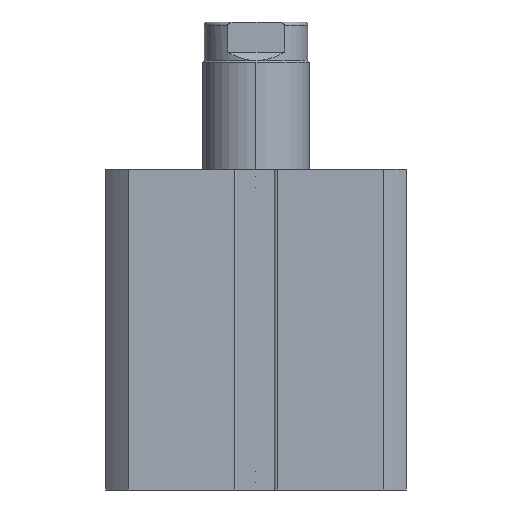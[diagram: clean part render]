
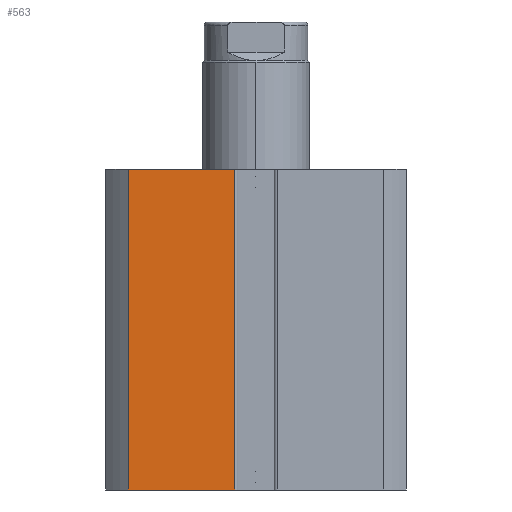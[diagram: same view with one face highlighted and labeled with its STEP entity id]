
A CAD part, front view. The second image highlights one B-rep face of the part: STEP entity #563.
In plain terms, the highlighted planar face has unit normal (0, -1, 0).
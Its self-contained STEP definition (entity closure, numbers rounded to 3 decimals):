
#563 = ADVANCED_FACE ( 'NONE', ( #1985 ), #5884, .F. ) ;
#1035 = EDGE_LOOP ( 'NONE', ( #1378, #1377, #1376, #1375 ) ) ;
#1375 = ORIENTED_EDGE ( 'NONE', *, *, #2949, .F. ) ;
#1376 = ORIENTED_EDGE ( 'NONE', *, *, #6564, .T. ) ;
#1377 = ORIENTED_EDGE ( 'NONE', *, *, #2995, .T. ) ;
#1378 = ORIENTED_EDGE ( 'NONE', *, *, #6543, .F. ) ;
#1985 = FACE_OUTER_BOUND ( 'NONE', #1035, .T. ) ;
#2471 = AXIS2_PLACEMENT_3D ( 'NONE', #6273, #6224, #6220 ) ;
#2949 = EDGE_CURVE ( 'NONE', #5770, #5769, #3387, .T. ) ;
#2995 = EDGE_CURVE ( 'NONE', #5792, #5914, #3448, .T. ) ;
#3367 = VECTOR ( 'NONE', #4177, 1000. ) ;
#3387 = LINE ( 'NONE', #4161, #3367 ) ;
#3448 = LINE ( 'NONE', #4308, #3449 ) ;
#3449 = VECTOR ( 'NONE', #4309, 1000. ) ;
#3814 = LINE ( 'NONE', #5267, #3817 ) ;
#3817 = VECTOR ( 'NONE', #5268, 1000. ) ;
#3855 = LINE ( 'NONE', #5316, #3856 ) ;
#3856 = VECTOR ( 'NONE', #5317, 1000. ) ;
#4161 = CARTESIAN_POINT ( 'NONE',  ( -22.5, -22.5, 48. ) ) ;
#4177 = DIRECTION ( 'NONE',  ( 1., 0., 0. ) ) ;
#4308 = CARTESIAN_POINT ( 'NONE',  ( -22.5, -22.5, 0. ) ) ;
#4309 = DIRECTION ( 'NONE',  ( 1., 0., 0. ) ) ;
#4670 = CARTESIAN_POINT ( 'NONE',  ( -3.2, -22.5, 48. ) ) ;
#4671 = CARTESIAN_POINT ( 'NONE',  ( -19.079, -22.5, 48. ) ) ;
#4680 = CARTESIAN_POINT ( 'NONE',  ( -19.079, -22.5, 0. ) ) ;
#4714 = CARTESIAN_POINT ( 'NONE',  ( -3.2, -22.5, 0. ) ) ;
#5267 = CARTESIAN_POINT ( 'NONE',  ( -19.079, -22.5, 0. ) ) ;
#5268 = DIRECTION ( 'NONE',  ( 0., 0., 1. ) ) ;
#5316 = CARTESIAN_POINT ( 'NONE',  ( -3.2, -22.5, 48. ) ) ;
#5317 = DIRECTION ( 'NONE',  ( 0., 0., 1. ) ) ;
#5769 = VERTEX_POINT ( 'NONE', #4670 ) ;
#5770 = VERTEX_POINT ( 'NONE', #4671 ) ;
#5792 = VERTEX_POINT ( 'NONE', #4680 ) ;
#5884 = PLANE ( 'NONE',  #2471 ) ;
#5914 = VERTEX_POINT ( 'NONE', #4714 ) ;
#6220 = DIRECTION ( 'NONE',  ( 0., 0., 1. ) ) ;
#6224 = DIRECTION ( 'NONE',  ( 0., 1., 0. ) ) ;
#6273 = CARTESIAN_POINT ( 'NONE',  ( -22.5, -22.5, 48. ) ) ;
#6543 = EDGE_CURVE ( 'NONE', #5792, #5770, #3814, .T. ) ;
#6564 = EDGE_CURVE ( 'NONE', #5914, #5769, #3855, .T. ) ;
